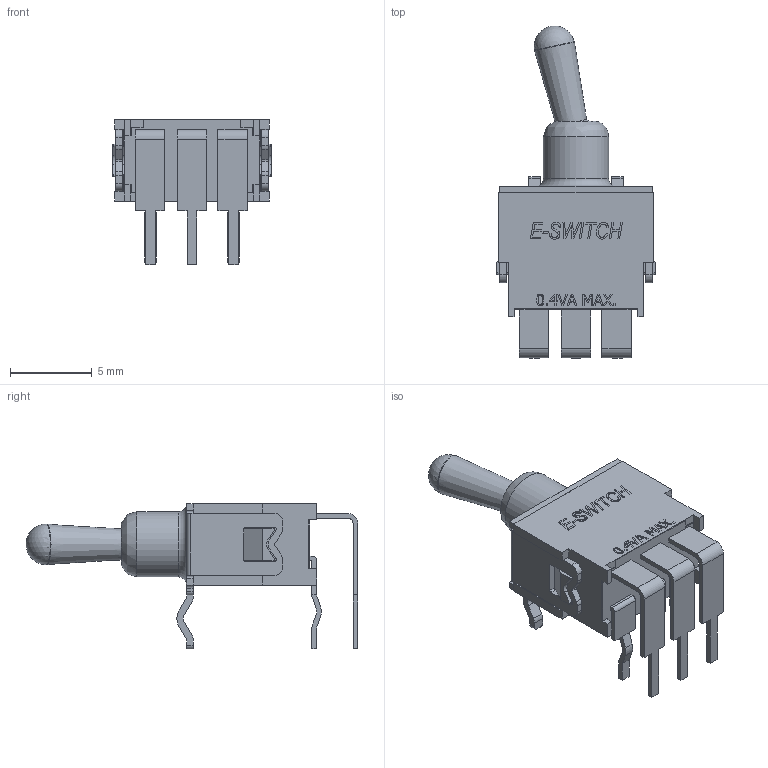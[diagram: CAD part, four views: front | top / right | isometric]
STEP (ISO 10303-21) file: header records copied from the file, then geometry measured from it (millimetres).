
FILE_DESCRIPTION(/* description */ (''),/* implementation_level */ '2;1');
FILE_NAME(/* name */ '200RDPxT1B1M6x.stp',/* time_stamp */ '2025-05-01T11:00:44-05:00',/* author */ ('mroman'),/* organization */ (''),/* preprocessor_version */ 'ST-DEVELOPER v18.1',/* originating_system */ 'Autodesk Inventor 2022',/* authorisation */ '');
FILE_SCHEMA (('AUTOMOTIVE_DESIGN { 1 0 10303 214 3 1 1 }'));
Length unit declared in the file: inch
Products named in the file (1): 200RDPxT1B1M6x
Bounding box: 9.7 x 20.36 x 8.92 mm (x, y, z)
Volume: 383.7 mm3; surface area: 818.1 mm2
Topology: 2 solids, 2 shells, 552 faces, 1528 edges, 1001 vertices
Faces by surface type: plane 412, cylinder 87, bspline 45, torus 4, sphere 3, cone 1
Full cylindrical faces by diameter (mm): 2.65 x1, 3.2 x1, 4 x1
Entity records: 17670 total; most frequent: CARTESIAN_POINT 3636, ORIENTED_EDGE 3050, DIRECTION 2651, EDGE_CURVE 1525, LINE 1231, VECTOR 1231, VERTEX_POINT 1003, AXIS2_PLACEMENT_3D 710
